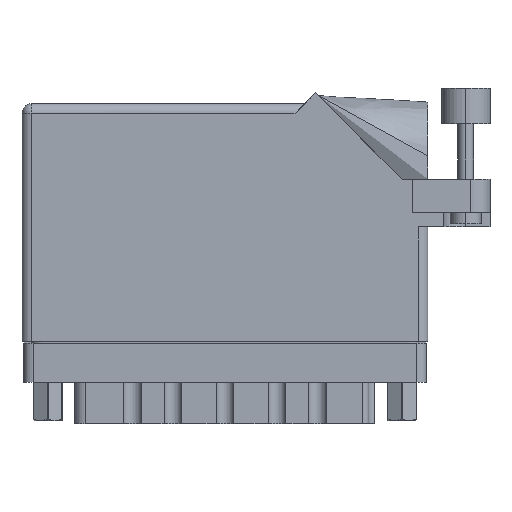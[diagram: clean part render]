
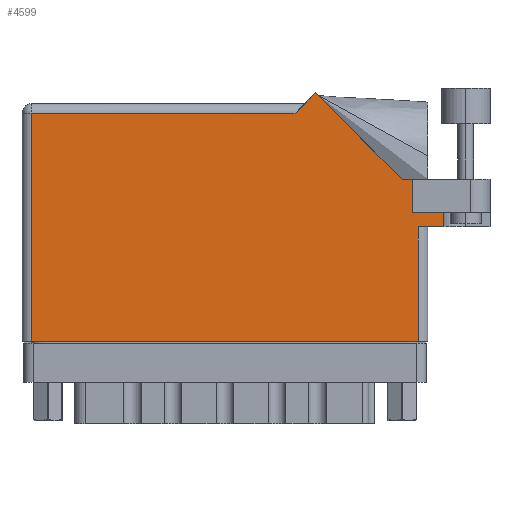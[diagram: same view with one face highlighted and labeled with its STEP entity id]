
A CAD part, front view. The second image highlights one B-rep face of the part: STEP entity #4599.
In plain terms, the highlighted face is planar.
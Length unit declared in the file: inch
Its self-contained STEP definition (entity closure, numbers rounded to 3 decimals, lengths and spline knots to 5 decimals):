
#149 = EDGE_CURVE ( 'NONE', #53598, #59506, #14097, .T. ) ;
#274 = CARTESIAN_POINT ( 'NONE',  ( 2.55, 0.737, 0. ) ) ;
#299 = LINE ( 'NONE', #39316, #36428 ) ;
#796 = DIRECTION ( 'NONE',  ( 0., -1., 0. ) ) ;
#1783 = ORIENTED_EDGE ( 'NONE', *, *, #149, .T. ) ;
#3323 = DIRECTION ( 'NONE',  ( 1., 0., 0. ) ) ;
#3631 = CARTESIAN_POINT ( 'NONE',  ( 2.612, 0.737, 0. ) ) ;
#4471 = CARTESIAN_POINT ( 'NONE',  ( 2.55, 0., 0. ) ) ;
#4599 = ADVANCED_FACE ( 'NONE', ( #4770 ), #58024, .F. ) ;
#4770 = FACE_OUTER_BOUND ( 'NONE', #31396, .T. ) ;
#4905 = ORIENTED_EDGE ( 'NONE', *, *, #49671, .T. ) ;
#6516 = CARTESIAN_POINT ( 'NONE',  ( 1.757, 1.468, 0. ) ) ;
#7413 = VERTEX_POINT ( 'NONE', #31046 ) ;
#9836 = DIRECTION ( 'NONE',  ( -1., 0., 0. ) ) ;
#10256 = CARTESIAN_POINT ( 'NONE',  ( 2.7135, 0.831, 0. ) ) ;
#10475 = CARTESIAN_POINT ( 'NONE',  ( 2.55, 0.737, 0. ) ) ;
#12011 = VERTEX_POINT ( 'NONE', #6516 ) ;
#12387 = CARTESIAN_POINT ( 'NONE',  ( 1.88971, 1.60071, 0. ) ) ;
#13393 = CARTESIAN_POINT ( 'NONE',  ( 0., 1.468, 0. ) ) ;
#13398 = EDGE_CURVE ( 'NONE', #33342, #53598, #46320, .T. ) ;
#13430 = VERTEX_POINT ( 'NONE', #12387 ) ;
#14097 = LINE ( 'NONE', #39145, #27702 ) ;
#14616 = CARTESIAN_POINT ( 'NONE',  ( 0., 1.53, 0. ) ) ;
#15416 = CARTESIAN_POINT ( 'NONE',  ( 2.7135, 1.16177, 0. ) ) ;
#15758 = CARTESIAN_POINT ( 'NONE',  ( 2.512, 0.831, 0. ) ) ;
#16071 = LINE ( 'NONE', #15758, #20360 ) ;
#16073 = EDGE_CURVE ( 'NONE', #28804, #7413, #47101, .T. ) ;
#16334 = VERTEX_POINT ( 'NONE', #29960 ) ;
#16451 = LINE ( 'NONE', #55122, #36713 ) ;
#17238 = DIRECTION ( 'NONE',  ( -1., 0., 0. ) ) ;
#17363 = EDGE_CURVE ( 'NONE', #59506, #13430, #16451, .T. ) ;
#17796 = CARTESIAN_POINT ( 'NONE',  ( 2.512, 0.831, 0. ) ) ;
#17821 = VECTOR ( 'NONE', #17238, 39.37008 ) ;
#18441 = DIRECTION ( 'NONE',  ( 0., 0., -1. ) ) ;
#20360 = VECTOR ( 'NONE', #35111, 39.37008 ) ;
#20633 = VERTEX_POINT ( 'NONE', #45692 ) ;
#24199 = EDGE_CURVE ( 'NONE', #54617, #28804, #43735, .T. ) ;
#24467 = CARTESIAN_POINT ( 'NONE',  ( 0.062, 0., 0. ) ) ;
#25144 = AXIS2_PLACEMENT_3D ( 'NONE', #14616, #18441, #9836 ) ;
#25345 = EDGE_CURVE ( 'NONE', #12011, #16334, #50828, .T. ) ;
#25882 = DIRECTION ( 'NONE',  ( 1., 0., 0. ) ) ;
#26209 = CARTESIAN_POINT ( 'NONE',  ( 2.44642, 1.044, 0. ) ) ;
#27702 = VECTOR ( 'NONE', #33451, 39.37008 ) ;
#28804 = VERTEX_POINT ( 'NONE', #10475 ) ;
#28813 = VECTOR ( 'NONE', #41885, 39.37008 ) ;
#29822 = DIRECTION ( 'NONE',  ( -0.707, -0.707, 0. ) ) ;
#29960 = CARTESIAN_POINT ( 'NONE',  ( 0.062, 1.468, 0. ) ) ;
#31046 = CARTESIAN_POINT ( 'NONE',  ( 2.7135, 0.737, 0. ) ) ;
#31396 = EDGE_LOOP ( 'NONE', ( #41271, #44261, #38800, #58006, #35922, #52869, #1783, #49958, #4905, #45663, #35309 ) ) ;
#32688 = VECTOR ( 'NONE', #3323, 39.37008 ) ;
#33219 = VECTOR ( 'NONE', #25882, 39.37008 ) ;
#33342 = VERTEX_POINT ( 'NONE', #36295 ) ;
#33451 = DIRECTION ( 'NONE',  ( -1., 0., 0. ) ) ;
#35111 = DIRECTION ( 'NONE',  ( 1., 0., 0. ) ) ;
#35309 = ORIENTED_EDGE ( 'NONE', *, *, #37982, .T. ) ;
#35922 = ORIENTED_EDGE ( 'NONE', *, *, #61841, .F. ) ;
#36295 = CARTESIAN_POINT ( 'NONE',  ( 2.512, 0.831, 0. ) ) ;
#36428 = VECTOR ( 'NONE', #29822, 39.37008 ) ;
#36713 = VECTOR ( 'NONE', #45934, 39.37008 ) ;
#37982 = EDGE_CURVE ( 'NONE', #16334, #20633, #44714, .T. ) ;
#38800 = ORIENTED_EDGE ( 'NONE', *, *, #16073, .T. ) ;
#38993 = DIRECTION ( 'NONE',  ( 0., 1., 0. ) ) ;
#39145 = CARTESIAN_POINT ( 'NONE',  ( 3.012, 1.044, 0. ) ) ;
#39316 = CARTESIAN_POINT ( 'NONE',  ( 1.819, 1.53, 0. ) ) ;
#39837 = LINE ( 'NONE', #15416, #54514 ) ;
#40132 = LINE ( 'NONE', #59456, #33219 ) ;
#40258 = EDGE_CURVE ( 'NONE', #20633, #54617, #40132, .T. ) ;
#41215 = CARTESIAN_POINT ( 'NONE',  ( 2.512, 1.044, 0. ) ) ;
#41271 = ORIENTED_EDGE ( 'NONE', *, *, #40258, .T. ) ;
#41408 = EDGE_CURVE ( 'NONE', #42443, #7413, #39837, .T. ) ;
#41885 = DIRECTION ( 'NONE',  ( 0., 1., 0. ) ) ;
#42443 = VERTEX_POINT ( 'NONE', #10256 ) ;
#43735 = LINE ( 'NONE', #274, #58342 ) ;
#44261 = ORIENTED_EDGE ( 'NONE', *, *, #24199, .T. ) ;
#44714 = LINE ( 'NONE', #24467, #58317 ) ;
#45663 = ORIENTED_EDGE ( 'NONE', *, *, #25345, .T. ) ;
#45692 = CARTESIAN_POINT ( 'NONE',  ( 0.062, 0., 0. ) ) ;
#45934 = DIRECTION ( 'NONE',  ( -0.707, 0.707, 0. ) ) ;
#46320 = LINE ( 'NONE', #17796, #28813 ) ;
#47101 = LINE ( 'NONE', #3631, #32688 ) ;
#49671 = EDGE_CURVE ( 'NONE', #13430, #12011, #299, .T. ) ;
#49958 = ORIENTED_EDGE ( 'NONE', *, *, #17363, .T. ) ;
#50828 = LINE ( 'NONE', #13393, #17821 ) ;
#52869 = ORIENTED_EDGE ( 'NONE', *, *, #13398, .T. ) ;
#53598 = VERTEX_POINT ( 'NONE', #41215 ) ;
#54514 = VECTOR ( 'NONE', #796, 39.37008 ) ;
#54617 = VERTEX_POINT ( 'NONE', #4471 ) ;
#55122 = CARTESIAN_POINT ( 'NONE',  ( 2.44642, 1.044, 0. ) ) ;
#58006 = ORIENTED_EDGE ( 'NONE', *, *, #41408, .F. ) ;
#58024 = PLANE ( 'NONE',  #25144 ) ;
#58317 = VECTOR ( 'NONE', #58989, 39.37008 ) ;
#58342 = VECTOR ( 'NONE', #38993, 39.37008 ) ;
#58989 = DIRECTION ( 'NONE',  ( 0., -1., 0. ) ) ;
#59456 = CARTESIAN_POINT ( 'NONE',  ( 0., 0., 0. ) ) ;
#59506 = VERTEX_POINT ( 'NONE', #26209 ) ;
#61841 = EDGE_CURVE ( 'NONE', #33342, #42443, #16071, .T. ) ;
